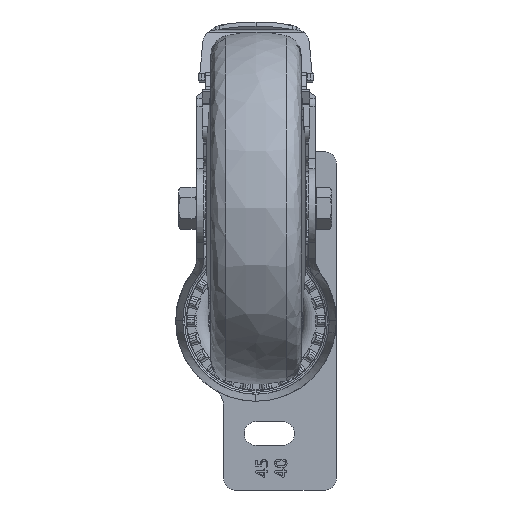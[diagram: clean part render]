
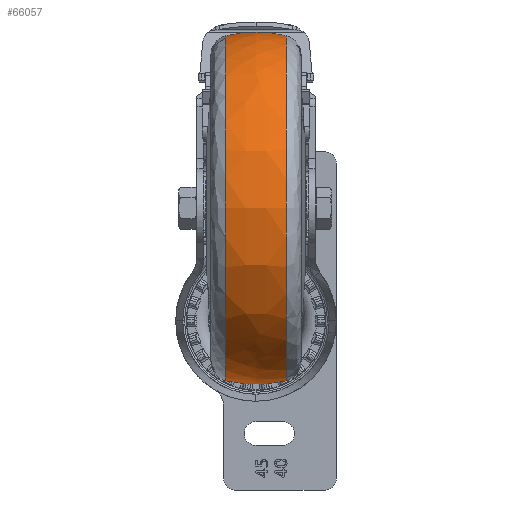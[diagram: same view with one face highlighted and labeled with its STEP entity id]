
A CAD part, front view. The second image highlights one B-rep face of the part: STEP entity #66057.
In plain terms, the highlighted free-form (B-spline) face has degree [3, 3] with [4, 4] control points.
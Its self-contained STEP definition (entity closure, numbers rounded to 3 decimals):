
#1887 = CARTESIAN_POINT ( 'NONE',  ( 10.658, 0., -61.22 ) ) ;
#3305 = CIRCLE ( 'NONE', #55908, 61.22 ) ;
#3438 = CARTESIAN_POINT ( 'NONE',  ( -3.621, 0., 62.935 ) ) ;
#5925 = CARTESIAN_POINT ( 'NONE',  ( 10.658, 0., 61.22 ) ) ;
#8704 = CARTESIAN_POINT ( 'NONE',  ( 0., 0., -17.5 ) ) ;
#10924 = CARTESIAN_POINT ( 'NONE',  ( 3.621, -125.87, -62.935 ) ) ;
#13172 = DIRECTION ( 'NONE',  ( 1., 0., 0. ) ) ;
#13991 = AXIS2_PLACEMENT_3D ( 'NONE', #22508, #74888, #30002 ) ;
#14538 = ORIENTED_EDGE ( 'NONE', *, *, #27917, .T. ) ;
#16211 = DIRECTION ( 'NONE',  ( 0., 0., -1. ) ) ;
#18462 = CARTESIAN_POINT ( 'NONE',  ( 3.621, 0., 62.935 ) ) ;
#22508 = CARTESIAN_POINT ( 'NONE',  ( 10.658, 0., 0. ) ) ;
#26017 = CARTESIAN_POINT ( 'NONE',  ( 10.658, -122.439, -61.22 ) ) ;
#27138 = VERTEX_POINT ( 'NONE', #5925 ) ;
#27917 = EDGE_CURVE ( 'NONE', #28347, #48256, #3305, .T. ) ;
#28347 = VERTEX_POINT ( 'NONE', #33012 ) ;
#30002 = DIRECTION ( 'NONE',  ( 0., 0., 1. ) ) ;
#30686 = EDGE_CURVE ( 'NONE', #65641, #27138, #74271, .T. ) ;
#31570 = CARTESIAN_POINT ( 'NONE',  ( -10.658, 0., -61.22 ) ) ;
#31802 = CARTESIAN_POINT ( 'NONE',  ( 0., 0., 17.5 ) ) ;
#33012 = CARTESIAN_POINT ( 'NONE',  ( -10.658, 0., 61.22 ) ) ;
#33162 = CARTESIAN_POINT ( 'NONE',  ( -10.658, -122.439, 61.22 ) ) ;
#33489 = CARTESIAN_POINT ( 'NONE',  ( 10.658, 0., 61.22 ) ) ;
#34489 = ORIENTED_EDGE ( 'NONE', *, *, #89988, .F. ) ;
#39363 = DIRECTION ( 'NONE',  ( 0., 0., 1. ) ) ;
#40751 = CARTESIAN_POINT ( 'NONE',  ( -3.621, 0., -62.935 ) ) ;
#48256 = VERTEX_POINT ( 'NONE', #78114 ) ;
#48275 = CARTESIAN_POINT ( 'NONE',  ( -3.621, -125.87, 62.935 ) ) ;
#52014 = CIRCLE ( 'NONE', #84423, 45. ) ;
#55485 = FACE_OUTER_BOUND ( 'NONE', #56990, .T. ) ;
#55836 = CARTESIAN_POINT ( 'NONE',  ( 3.621, 0., -62.935 ) ) ;
#55908 = AXIS2_PLACEMENT_3D ( 'NONE', #58028, #13172, #65584 ) ;
#56990 = EDGE_LOOP ( 'NONE', ( #14538, #86529, #72426, #34489 ) ) ;
#58028 = CARTESIAN_POINT ( 'NONE',  ( -10.658, 0., 0. ) ) ;
#61087 = DIRECTION ( 'NONE',  ( 0., -1., 0. ) ) ;
#62513 = CIRCLE ( 'NONE', #67041, 45. ) ;
#63368 = CARTESIAN_POINT ( 'NONE',  ( 3.621, -125.87, 62.935 ) ) ;
#65584 = DIRECTION ( 'NONE',  ( 0., 0., 1. ) ) ;
#65641 = VERTEX_POINT ( 'NONE', #1887 ) ;
#65956 = EDGE_CURVE ( 'NONE', #48256, #65641, #52014, .T. ) ;
#66057 = ADVANCED_FACE ( 'NONE', ( #55485 ), #69769, .T. ) ;
#67041 = AXIS2_PLACEMENT_3D ( 'NONE', #31802, #84301, #39363 ) ;
#69769 =( BOUNDED_SURFACE ( )  B_SPLINE_SURFACE ( 3, 3, ( 
 ( #31570, #78076, #33162, #85682 ),
 ( #40751, #93208, #48275, #3438 ),
 ( #55836, #10924, #63368, #18462 ),
 ( #70853, #26017, #78403, #33489 ) ),
 .UNSPECIFIED., .F., .F., .F. ) 
 B_SPLINE_SURFACE_WITH_KNOTS ( ( 4, 4 ),
 ( 4, 4 ),
 ( 0., 1. ),
 ( 0., 1. ),
 .UNSPECIFIED. ) 
 GEOMETRIC_REPRESENTATION_ITEM ( )  RATIONAL_B_SPLINE_SURFACE ( (
 ( 1., 0.333, 0.333, 1.),
 ( 0.981, 0.327, 0.327, 0.981),
 ( 0.981, 0.327, 0.327, 0.981),
 ( 1., 0.333, 0.333, 1.) ) ) 
 REPRESENTATION_ITEM ( '' )  SURFACE ( )  );
#70853 = CARTESIAN_POINT ( 'NONE',  ( 10.658, 0., -61.22 ) ) ;
#72426 = ORIENTED_EDGE ( 'NONE', *, *, #30686, .T. ) ;
#74271 = CIRCLE ( 'NONE', #13991, 61.22 ) ;
#74888 = DIRECTION ( 'NONE',  ( -1., 0., 0. ) ) ;
#78076 = CARTESIAN_POINT ( 'NONE',  ( -10.658, -122.439, -61.22 ) ) ;
#78114 = CARTESIAN_POINT ( 'NONE',  ( -10.658, 0., -61.22 ) ) ;
#78403 = CARTESIAN_POINT ( 'NONE',  ( 10.658, -122.439, 61.22 ) ) ;
#84301 = DIRECTION ( 'NONE',  ( 0., 1., 0. ) ) ;
#84423 = AXIS2_PLACEMENT_3D ( 'NONE', #8704, #61087, #16211 ) ;
#85682 = CARTESIAN_POINT ( 'NONE',  ( -10.658, 0., 61.22 ) ) ;
#86529 = ORIENTED_EDGE ( 'NONE', *, *, #65956, .T. ) ;
#89988 = EDGE_CURVE ( 'NONE', #28347, #27138, #62513, .T. ) ;
#93208 = CARTESIAN_POINT ( 'NONE',  ( -3.621, -125.87, -62.935 ) ) ;
